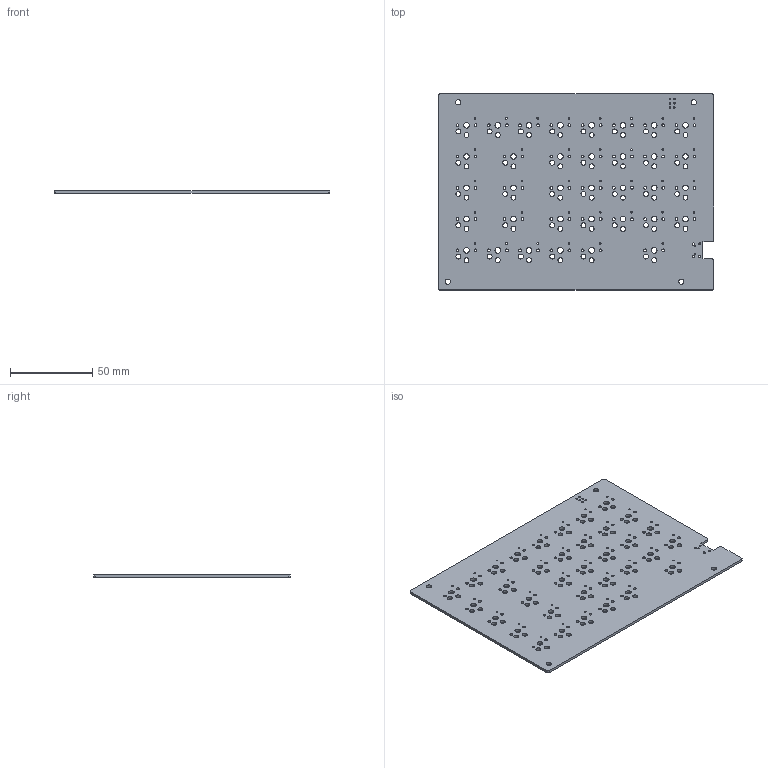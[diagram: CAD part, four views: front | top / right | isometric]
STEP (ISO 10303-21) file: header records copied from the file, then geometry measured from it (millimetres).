
FILE_DESCRIPTION(('KiCad electronic assembly'),'2;1');
FILE_NAME('netrazr_rev2-Left.step','2023-01-15T13:10:11',('Pcbnew'),( 'Kicad'),'Open CASCADE STEP processor 7.6','KiCad to STEP converter' ,'Unknown');
FILE_SCHEMA(('AUTOMOTIVE_DESIGN { 1 0 10303 214 1 1 1 1 }'));
Length unit declared in the file: millimetre
Products named in the file (2): netrazr_rev2-Left 1; netrazr_rev2-Left PCB
Assembly tree (1 placements, depth 2):
  netrazr_rev2-Left 1
    netrazr_rev2-Left PCB
Bounding box: 167.64 x 119.38 x 1.6 mm (x, y, z)
Volume: 30233.8 mm3; surface area: 41288.4 mm2
Topology: 1 solids, 1 shells, 242 faces, 720 edges, 480 vertices
Faces by surface type: cylinder 232, plane 10
Full cylindrical faces by diameter (mm): 0.8 x2, 0.991 x35, 1 x6, 1.2 x2, 1.4 x2, 1.702 x70, 3 x70, 3.2 x4, 3.429 x35
Entity records: 18719 total; most frequent: DIRECTION 3112, CARTESIAN_POINT 2884, ORIENTED_EDGE 1440, PCURVE 1440, DEFINITIONAL_REPRESENTATION 1440, LINE 1232, VECTOR 1232, CIRCLE 928
